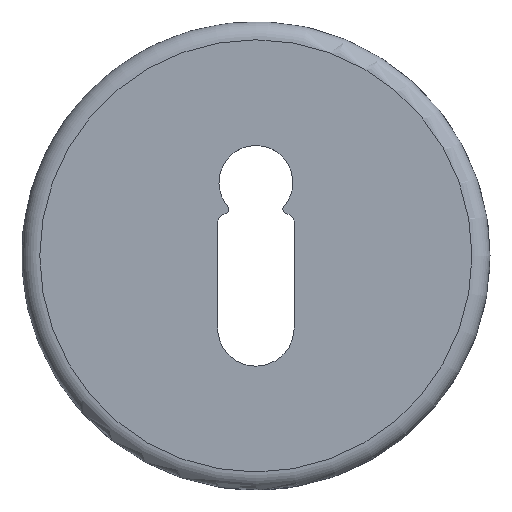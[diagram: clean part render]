
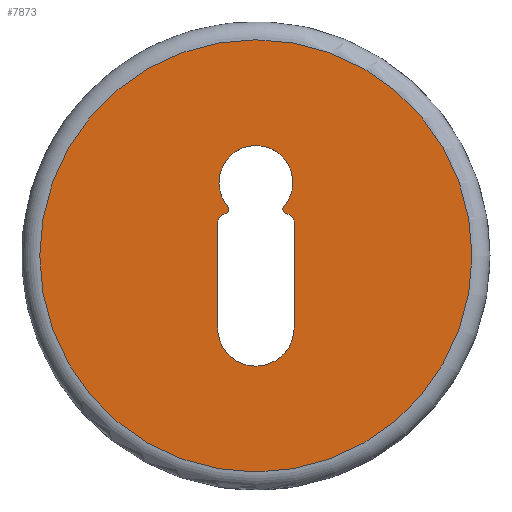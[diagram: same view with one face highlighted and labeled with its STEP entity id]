
A CAD part, top view. The second image highlights one B-rep face of the part: STEP entity #7873.
In plain terms, the highlighted planar face has unit normal (0, 0, 1).
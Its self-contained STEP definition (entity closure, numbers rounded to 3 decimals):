
#130 = ORIENTED_EDGE ( 'NONE', *, *, #11694, .F. ) ;
#363 = DIRECTION ( 'NONE',  ( 0., 0., 1. ) ) ;
#564 = EDGE_CURVE ( 'NONE', #10149, #10149, #4638, .T. ) ;
#665 = VERTEX_POINT ( 'NONE', #11542 ) ;
#738 = DIRECTION ( 'NONE',  ( 0., 0., -1. ) ) ;
#747 = DIRECTION ( 'NONE',  ( 1., 0., 0. ) ) ;
#846 = AXIS2_PLACEMENT_3D ( 'NONE', #7210, #3031, #747 ) ;
#881 = CIRCLE ( 'NONE', #1396, 0.5 ) ;
#946 = AXIS2_PLACEMENT_3D ( 'NONE', #4808, #738, #8115 ) ;
#1032 = LINE ( 'NONE', #2610, #9672 ) ;
#1241 = CARTESIAN_POINT ( 'NONE',  ( -3.12, 5.489, 10.5 ) ) ;
#1396 = AXIS2_PLACEMENT_3D ( 'NONE', #2313, #9752, #3367 ) ;
#1580 = EDGE_CURVE ( 'NONE', #12933, #2548, #4828, .T. ) ;
#1917 = VERTEX_POINT ( 'NONE', #5855 ) ;
#2195 = FACE_BOUND ( 'NONE', #2679, .T. ) ;
#2207 = AXIS2_PLACEMENT_3D ( 'NONE', #9295, #3813, #11406 ) ;
#2313 = CARTESIAN_POINT ( 'NONE',  ( 3.5, 5.165, 10.5 ) ) ;
#2548 = VERTEX_POINT ( 'NONE', #9506 ) ;
#2590 = ORIENTED_EDGE ( 'NONE', *, *, #8754, .F. ) ;
#2610 = CARTESIAN_POINT ( 'NONE',  ( -4.25, 3.686, 10.5 ) ) ;
#2679 = EDGE_LOOP ( 'NONE', ( #4058, #2590, #5857, #10268, #4807, #130, #13766, #5355 ) ) ;
#2910 = VERTEX_POINT ( 'NONE', #13280 ) ;
#3031 = DIRECTION ( 'NONE',  ( 0., 0., 1. ) ) ;
#3127 = AXIS2_PLACEMENT_3D ( 'NONE', #3250, #9638, #5499 ) ;
#3250 = CARTESIAN_POINT ( 'NONE',  ( 0., 8.15, 10.5 ) ) ;
#3255 = CARTESIAN_POINT ( 'NONE',  ( -3.25, 3.686, 10.5 ) ) ;
#3367 = DIRECTION ( 'NONE',  ( 1., 0., 0. ) ) ;
#3551 = DIRECTION ( 'NONE',  ( 1., 0., 0. ) ) ;
#3554 = CIRCLE ( 'NONE', #5735, 1. ) ;
#3813 = DIRECTION ( 'NONE',  ( 0., 0., 1. ) ) ;
#4058 = ORIENTED_EDGE ( 'NONE', *, *, #1580, .F. ) ;
#4086 = CARTESIAN_POINT ( 'NONE',  ( 3.25, 3.686, 10.5 ) ) ;
#4129 = VECTOR ( 'NONE', #5164, 1000. ) ;
#4638 = CIRCLE ( 'NONE', #2207, 24. ) ;
#4807 = ORIENTED_EDGE ( 'NONE', *, *, #9871, .F. ) ;
#4808 = CARTESIAN_POINT ( 'NONE',  ( -3.5, 5.165, 10.5 ) ) ;
#4828 = CIRCLE ( 'NONE', #8538, 4.25 ) ;
#5003 = CARTESIAN_POINT ( 'NONE',  ( -3.417, 4.672, 10.5 ) ) ;
#5164 = DIRECTION ( 'NONE',  ( 0., 1., 0. ) ) ;
#5355 = ORIENTED_EDGE ( 'NONE', *, *, #5392, .F. ) ;
#5392 = EDGE_CURVE ( 'NONE', #2548, #2910, #9848, .T. ) ;
#5493 = EDGE_CURVE ( 'NONE', #2910, #665, #9560, .T. ) ;
#5499 = DIRECTION ( 'NONE',  ( 1., 0., 0. ) ) ;
#5735 = AXIS2_PLACEMENT_3D ( 'NONE', #3255, #363, #3551 ) ;
#5855 = CARTESIAN_POINT ( 'NONE',  ( -4.25, 3.686, 10.5 ) ) ;
#5857 = ORIENTED_EDGE ( 'NONE', *, *, #7262, .F. ) ;
#6130 = DIRECTION ( 'NONE',  ( 1., 0., 0. ) ) ;
#6259 = CARTESIAN_POINT ( 'NONE',  ( 0., -8., 10.5 ) ) ;
#7069 = PLANE ( 'NONE',  #846 ) ;
#7076 = CARTESIAN_POINT ( 'NONE',  ( -4.25, -8., 10.5 ) ) ;
#7210 = CARTESIAN_POINT ( 'NONE',  ( 0., 0., 10.5 ) ) ;
#7262 = EDGE_CURVE ( 'NONE', #9617, #1917, #3554, .T. ) ;
#7312 = CARTESIAN_POINT ( 'NONE',  ( 24., 0., 10.5 ) ) ;
#7873 = ADVANCED_FACE ( 'NONE', ( #2195, #9196 ), #7069, .T. ) ;
#8115 = DIRECTION ( 'NONE',  ( -1., 0., 0. ) ) ;
#8406 = CARTESIAN_POINT ( 'NONE',  ( 4.25, -8., 10.5 ) ) ;
#8538 = AXIS2_PLACEMENT_3D ( 'NONE', #6259, #13708, #6130 ) ;
#8754 = EDGE_CURVE ( 'NONE', #1917, #12933, #1032, .T. ) ;
#9196 = FACE_OUTER_BOUND ( 'NONE', #13080, .T. ) ;
#9295 = CARTESIAN_POINT ( 'NONE',  ( 0., 0., 10.5 ) ) ;
#9325 = DIRECTION ( 'NONE',  ( -1., 0., 0. ) ) ;
#9506 = CARTESIAN_POINT ( 'NONE',  ( 4.25, -8., 10.5 ) ) ;
#9560 = CIRCLE ( 'NONE', #10080, 1. ) ;
#9617 = VERTEX_POINT ( 'NONE', #5003 ) ;
#9638 = DIRECTION ( 'NONE',  ( 0., 0., 1. ) ) ;
#9672 = VECTOR ( 'NONE', #10380, 1000. ) ;
#9752 = DIRECTION ( 'NONE',  ( 0., 0., -1. ) ) ;
#9848 = LINE ( 'NONE', #8406, #4129 ) ;
#9871 = EDGE_CURVE ( 'NONE', #9972, #13474, #13646, .T. ) ;
#9972 = VERTEX_POINT ( 'NONE', #11060 ) ;
#10080 = AXIS2_PLACEMENT_3D ( 'NONE', #4086, #12570, #9325 ) ;
#10149 = VERTEX_POINT ( 'NONE', #7312 ) ;
#10268 = ORIENTED_EDGE ( 'NONE', *, *, #10788, .F. ) ;
#10307 = ORIENTED_EDGE ( 'NONE', *, *, #564, .T. ) ;
#10380 = DIRECTION ( 'NONE',  ( 0., -1., 0. ) ) ;
#10788 = EDGE_CURVE ( 'NONE', #13474, #9617, #13300, .T. ) ;
#11060 = CARTESIAN_POINT ( 'NONE',  ( 3.12, 5.489, 10.5 ) ) ;
#11406 = DIRECTION ( 'NONE',  ( 1., 0., 0. ) ) ;
#11542 = CARTESIAN_POINT ( 'NONE',  ( 3.417, 4.672, 10.5 ) ) ;
#11694 = EDGE_CURVE ( 'NONE', #665, #9972, #881, .T. ) ;
#12570 = DIRECTION ( 'NONE',  ( 0., 0., 1. ) ) ;
#12933 = VERTEX_POINT ( 'NONE', #7076 ) ;
#13080 = EDGE_LOOP ( 'NONE', ( #10307 ) ) ;
#13280 = CARTESIAN_POINT ( 'NONE',  ( 4.25, 3.686, 10.5 ) ) ;
#13300 = CIRCLE ( 'NONE', #946, 0.5 ) ;
#13474 = VERTEX_POINT ( 'NONE', #1241 ) ;
#13646 = CIRCLE ( 'NONE', #3127, 4.1 ) ;
#13708 = DIRECTION ( 'NONE',  ( 0., 0., 1. ) ) ;
#13766 = ORIENTED_EDGE ( 'NONE', *, *, #5493, .F. ) ;
